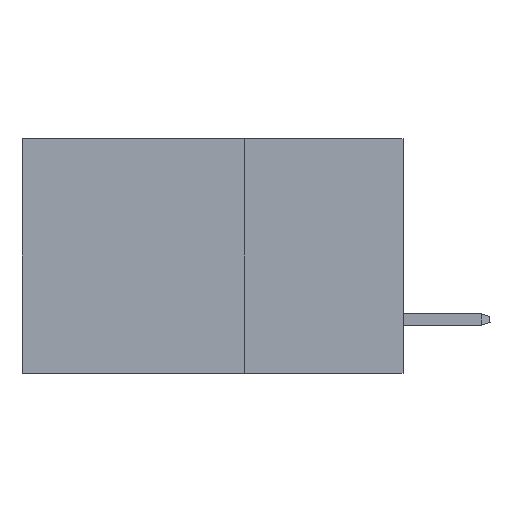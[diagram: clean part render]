
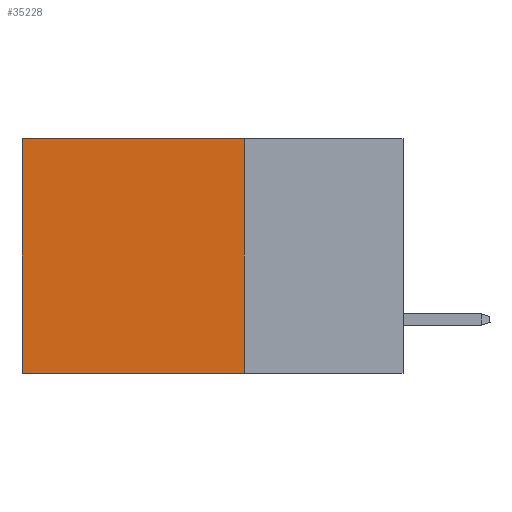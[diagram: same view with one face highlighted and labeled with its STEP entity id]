
A CAD part, left-side view. The second image highlights one B-rep face of the part: STEP entity #35228.
In plain terms, the highlighted planar face has unit normal (-1, 0, 0).
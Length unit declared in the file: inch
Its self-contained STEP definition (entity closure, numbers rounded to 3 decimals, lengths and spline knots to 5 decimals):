
#2527 = LINE ( 'NONE', #15211, #33309 ) ;
#3907 = CARTESIAN_POINT ( 'NONE',  ( 0.2875, 0.25, -0.37 ) ) ;
#4255 = EDGE_CURVE ( 'NONE', #11607, #11124, #16215, .T. ) ;
#4494 = DIRECTION ( 'NONE',  ( 0., 1., 0. ) ) ;
#6691 = CARTESIAN_POINT ( 'NONE',  ( 0.2875, 0.25, 0. ) ) ;
#8125 = DIRECTION ( 'NONE',  ( 0., 1., 0. ) ) ;
#10099 = FACE_OUTER_BOUND ( 'NONE', #11132, .T. ) ;
#10168 = CARTESIAN_POINT ( 'NONE',  ( 0.2875, 0.6, -0.37 ) ) ;
#10770 = CARTESIAN_POINT ( 'NONE',  ( 0.2875, 0.25, 0. ) ) ;
#11124 = VERTEX_POINT ( 'NONE', #10168 ) ;
#11132 = EDGE_LOOP ( 'NONE', ( #19756, #17308, #16103, #23252 ) ) ;
#11607 = VERTEX_POINT ( 'NONE', #3907 ) ;
#12139 = CARTESIAN_POINT ( 'NONE',  ( 0.2875, 0.6, 0. ) ) ;
#13172 = VECTOR ( 'NONE', #39434, 39.37008 ) ;
#13424 = LINE ( 'NONE', #10770, #16444 ) ;
#15211 = CARTESIAN_POINT ( 'NONE',  ( 0.2875, 0.25, 0. ) ) ;
#16103 = ORIENTED_EDGE ( 'NONE', *, *, #28876, .F. ) ;
#16203 = PLANE ( 'NONE',  #21747 ) ;
#16215 = LINE ( 'NONE', #38050, #18563 ) ;
#16444 = VECTOR ( 'NONE', #8125, 39.37008 ) ;
#17308 = ORIENTED_EDGE ( 'NONE', *, *, #4255, .F. ) ;
#18563 = VECTOR ( 'NONE', #4494, 39.37008 ) ;
#19756 = ORIENTED_EDGE ( 'NONE', *, *, #21056, .T. ) ;
#20466 = EDGE_CURVE ( 'NONE', #34196, #33843, #13424, .T. ) ;
#21056 = EDGE_CURVE ( 'NONE', #33843, #11124, #30028, .T. ) ;
#21747 = AXIS2_PLACEMENT_3D ( 'NONE', #6691, #31056, #28214 ) ;
#23252 = ORIENTED_EDGE ( 'NONE', *, *, #20466, .T. ) ;
#26637 = DIRECTION ( 'NONE',  ( 0., 0., -1. ) ) ;
#27451 = CARTESIAN_POINT ( 'NONE',  ( 0.2875, 0.6, 0. ) ) ;
#28214 = DIRECTION ( 'NONE',  ( 0., 0., -1. ) ) ;
#28876 = EDGE_CURVE ( 'NONE', #34196, #11607, #2527, .T. ) ;
#30028 = LINE ( 'NONE', #12139, #13172 ) ;
#31056 = DIRECTION ( 'NONE',  ( 1., 0., 0. ) ) ;
#33309 = VECTOR ( 'NONE', #26637, 39.37008 ) ;
#33843 = VERTEX_POINT ( 'NONE', #27451 ) ;
#34196 = VERTEX_POINT ( 'NONE', #35738 ) ;
#35228 = ADVANCED_FACE ( 'NONE', ( #10099 ), #16203, .F. ) ;
#35738 = CARTESIAN_POINT ( 'NONE',  ( 0.2875, 0.25, 0. ) ) ;
#38050 = CARTESIAN_POINT ( 'NONE',  ( 0.2875, 0.25, -0.37 ) ) ;
#39434 = DIRECTION ( 'NONE',  ( 0., 0., -1. ) ) ;
